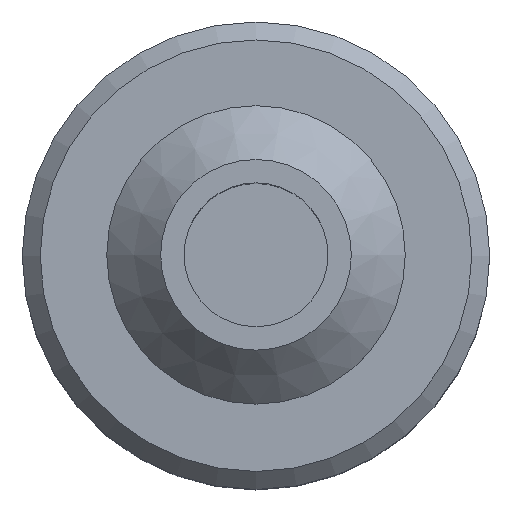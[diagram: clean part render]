
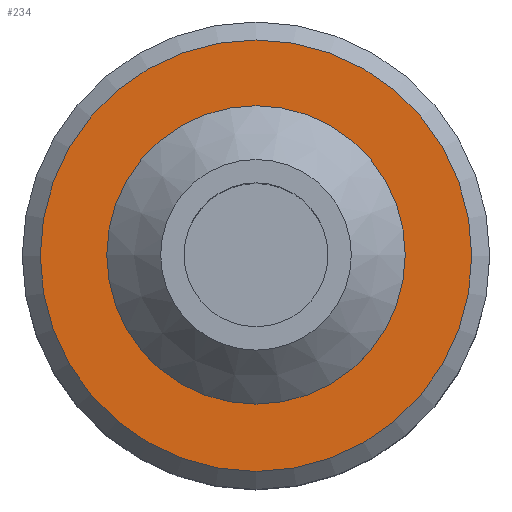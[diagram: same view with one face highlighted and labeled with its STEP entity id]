
A CAD part, top view. The second image highlights one B-rep face of the part: STEP entity #234.
In plain terms, the highlighted planar face has unit normal (0, 0, 1).
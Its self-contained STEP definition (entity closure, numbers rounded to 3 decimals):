
#77 = CONICAL_SURFACE('',#78,6.5,0.785);
#78 = AXIS2_PLACEMENT_3D('',#79,#80,#81);
#79 = CARTESIAN_POINT('',(0.,0.,9.5));
#80 = DIRECTION('',(0.,0.,-1.));
#81 = DIRECTION('',(1.,0.,0.));
#178 = VERTEX_POINT('',#179);
#179 = CARTESIAN_POINT('',(6.,0.,10.));
#198 = EDGE_CURVE('',#178,#178,#199,.T.);
#199 = SURFACE_CURVE('',#200,(#205,#212),.PCURVE_S1.);
#200 = CIRCLE('',#201,6.);
#201 = AXIS2_PLACEMENT_3D('',#202,#203,#204);
#202 = CARTESIAN_POINT('',(0.,0.,10.));
#203 = DIRECTION('',(0.,0.,1.));
#204 = DIRECTION('',(1.,0.,0.));
#205 = PCURVE('',#77,#206);
#206 = DEFINITIONAL_REPRESENTATION('',(#207),#211);
#207 = LINE('',#208,#209);
#208 = CARTESIAN_POINT('',(0.,-0.5));
#209 = VECTOR('',#210,1.);
#210 = DIRECTION('',(-1.,0.));
#211 = ( GEOMETRIC_REPRESENTATION_CONTEXT(2) 
PARAMETRIC_REPRESENTATION_CONTEXT() REPRESENTATION_CONTEXT('2D SPACE',''
  ) );
#212 = PCURVE('',#213,#218);
#213 = PLANE('',#214);
#214 = AXIS2_PLACEMENT_3D('',#215,#216,#217);
#215 = CARTESIAN_POINT('',(6.5,0.,10.));
#216 = DIRECTION('',(0.,0.,-1.));
#217 = DIRECTION('',(-1.,0.,0.));
#218 = DEFINITIONAL_REPRESENTATION('',(#219),#227);
#219 = ( BOUNDED_CURVE() B_SPLINE_CURVE(2,(#220,#221,#222,#223,#224,#225
,#226),.UNSPECIFIED.,.F.,.F.) B_SPLINE_CURVE_WITH_KNOTS((1,2,2,2,2,1),(
    -2.094,0.,2.094,4.189,6.283,
8.378),.UNSPECIFIED.) CURVE() GEOMETRIC_REPRESENTATION_ITEM() 
RATIONAL_B_SPLINE_CURVE((1.,0.5,1.,0.5,1.,0.5,1.)) REPRESENTATION_ITEM(
  '') );
#220 = CARTESIAN_POINT('',(0.5,0.));
#221 = CARTESIAN_POINT('',(0.5,10.392));
#222 = CARTESIAN_POINT('',(9.5,5.196));
#223 = CARTESIAN_POINT('',(18.5,0.));
#224 = CARTESIAN_POINT('',(9.5,-5.196));
#225 = CARTESIAN_POINT('',(0.5,-10.392));
#226 = CARTESIAN_POINT('',(0.5,0.));
#227 = ( GEOMETRIC_REPRESENTATION_CONTEXT(2) 
PARAMETRIC_REPRESENTATION_CONTEXT() REPRESENTATION_CONTEXT('2D SPACE',''
  ) );
#234 = ADVANCED_FACE('',(#235,#238),#213,.F.);
#235 = FACE_BOUND('',#236,.F.);
#236 = EDGE_LOOP('',(#237));
#237 = ORIENTED_EDGE('',*,*,#198,.F.);
#238 = FACE_BOUND('',#239,.F.);
#239 = EDGE_LOOP('',(#240));
#240 = ORIENTED_EDGE('',*,*,#241,.T.);
#241 = EDGE_CURVE('',#242,#242,#244,.T.);
#242 = VERTEX_POINT('',#243);
#243 = CARTESIAN_POINT('',(4.,0.,10.));
#244 = SURFACE_CURVE('',#245,(#250,#261),.PCURVE_S1.);
#245 = CIRCLE('',#246,4.);
#246 = AXIS2_PLACEMENT_3D('',#247,#248,#249);
#247 = CARTESIAN_POINT('',(0.,0.,10.));
#248 = DIRECTION('',(0.,0.,1.));
#249 = DIRECTION('',(1.,0.,0.));
#250 = PCURVE('',#213,#251);
#251 = DEFINITIONAL_REPRESENTATION('',(#252),#260);
#252 = ( BOUNDED_CURVE() B_SPLINE_CURVE(2,(#253,#254,#255,#256,#257,#258
,#259),.UNSPECIFIED.,.T.,.F.) B_SPLINE_CURVE_WITH_KNOTS((1,2,2,2,2,1),(
    -2.094,0.,2.094,4.189,6.283,
8.378),.UNSPECIFIED.) CURVE() GEOMETRIC_REPRESENTATION_ITEM() 
RATIONAL_B_SPLINE_CURVE((1.,0.5,1.,0.5,1.,0.5,1.)) REPRESENTATION_ITEM(
  '') );
#253 = CARTESIAN_POINT('',(2.5,0.));
#254 = CARTESIAN_POINT('',(2.5,6.928));
#255 = CARTESIAN_POINT('',(8.5,3.464));
#256 = CARTESIAN_POINT('',(14.5,0.));
#257 = CARTESIAN_POINT('',(8.5,-3.464));
#258 = CARTESIAN_POINT('',(2.5,-6.928));
#259 = CARTESIAN_POINT('',(2.5,0.));
#260 = ( GEOMETRIC_REPRESENTATION_CONTEXT(2) 
PARAMETRIC_REPRESENTATION_CONTEXT() REPRESENTATION_CONTEXT('2D SPACE',''
  ) );
#261 = PCURVE('',#262,#267);
#262 = CYLINDRICAL_SURFACE('',#263,4.);
#263 = AXIS2_PLACEMENT_3D('',#264,#265,#266);
#264 = CARTESIAN_POINT('',(0.,0.,10.));
#265 = DIRECTION('',(0.,0.,-1.));
#266 = DIRECTION('',(1.,0.,0.));
#267 = DEFINITIONAL_REPRESENTATION('',(#268),#272);
#268 = LINE('',#269,#270);
#269 = CARTESIAN_POINT('',(0.,0.));
#270 = VECTOR('',#271,1.);
#271 = DIRECTION('',(-1.,0.));
#272 = ( GEOMETRIC_REPRESENTATION_CONTEXT(2) 
PARAMETRIC_REPRESENTATION_CONTEXT() REPRESENTATION_CONTEXT('2D SPACE',''
  ) );
